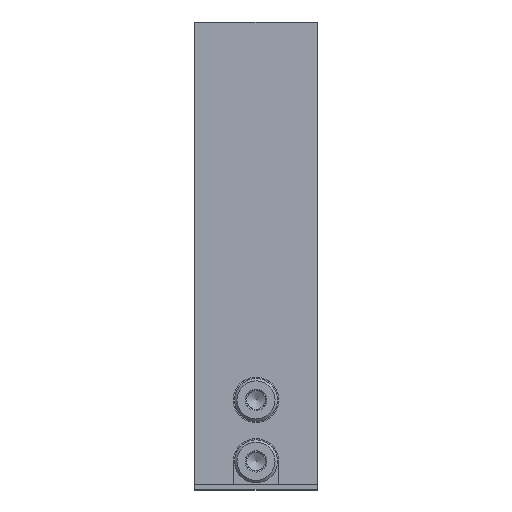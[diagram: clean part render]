
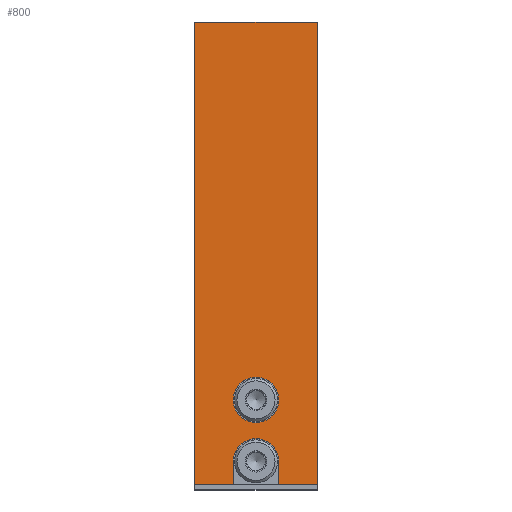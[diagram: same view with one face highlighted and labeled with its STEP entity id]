
A CAD part, top view. The second image highlights one B-rep face of the part: STEP entity #800.
In plain terms, the highlighted planar face has unit normal (0, 0, 1).
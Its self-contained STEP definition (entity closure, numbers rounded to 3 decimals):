
#80=CIRCLE('',#885,3.7);
#81=CIRCLE('',#886,3.7);
#140=ORIENTED_EDGE('',*,*,#336,.T.);
#141=ORIENTED_EDGE('',*,*,#330,.T.);
#142=ORIENTED_EDGE('',*,*,#337,.T.);
#143=ORIENTED_EDGE('',*,*,#338,.F.);
#144=ORIENTED_EDGE('',*,*,#339,.T.);
#145=ORIENTED_EDGE('',*,*,#340,.T.);
#146=ORIENTED_EDGE('',*,*,#341,.T.);
#147=ORIENTED_EDGE('',*,*,#327,.F.);
#148=ORIENTED_EDGE('',*,*,#342,.T.);
#327=EDGE_CURVE('',#425,#419,#497,.T.);
#330=EDGE_CURVE('',#428,#427,#500,.T.);
#336=EDGE_CURVE('',#433,#433,#80,.T.);
#337=EDGE_CURVE('',#427,#434,#506,.T.);
#338=EDGE_CURVE('',#435,#434,#507,.T.);
#339=EDGE_CURVE('',#435,#436,#81,.T.);
#340=EDGE_CURVE('',#436,#437,#508,.T.);
#341=EDGE_CURVE('',#437,#419,#509,.T.);
#342=EDGE_CURVE('',#425,#428,#510,.T.);
#419=VERTEX_POINT('',#1253);
#425=VERTEX_POINT('',#1265);
#427=VERTEX_POINT('',#1271);
#428=VERTEX_POINT('',#1273);
#433=VERTEX_POINT('',#1285);
#434=VERTEX_POINT('',#1287);
#435=VERTEX_POINT('',#1289);
#436=VERTEX_POINT('',#1291);
#437=VERTEX_POINT('',#1293);
#497=LINE('',#1266,#552);
#500=LINE('',#1272,#555);
#506=LINE('',#1286,#561);
#507=LINE('',#1288,#562);
#508=LINE('',#1292,#563);
#509=LINE('',#1294,#564);
#510=LINE('',#1295,#565);
#552=VECTOR('',#999,1000.);
#555=VECTOR('',#1004,1000.);
#561=VECTOR('',#1014,1000.);
#562=VECTOR('',#1015,1000.);
#563=VECTOR('',#1018,1000.);
#564=VECTOR('',#1019,1000.);
#565=VECTOR('',#1020,1000.);
#599=EDGE_LOOP('',(#140));
#600=EDGE_LOOP('',(#141,#142,#143,#144,#145,#146,#147,#148));
#682=FACE_BOUND('',#599,.T.);
#683=FACE_BOUND('',#600,.T.);
#768=PLANE('',#884);
#800=ADVANCED_FACE('',(#682,#683),#768,.F.);
#884=AXIS2_PLACEMENT_3D('',#1283,#1010,#1011);
#885=AXIS2_PLACEMENT_3D('',#1284,#1012,#1013);
#886=AXIS2_PLACEMENT_3D('',#1290,#1016,#1017);
#999=DIRECTION('',(0.,-1.,0.));
#1004=DIRECTION('',(0.,-1.,0.));
#1010=DIRECTION('',(0.,0.,-1.));
#1011=DIRECTION('',(-1.,0.,0.));
#1012=DIRECTION('',(0.,0.,-1.));
#1013=DIRECTION('',(-1.,0.,0.));
#1014=DIRECTION('',(1.,0.,0.));
#1015=DIRECTION('',(0.,-1.,0.));
#1016=DIRECTION('',(0.,0.,-1.));
#1017=DIRECTION('',(-1.,0.,0.));
#1018=DIRECTION('',(0.,-1.,0.));
#1019=DIRECTION('',(1.,0.,0.));
#1020=DIRECTION('',(-1.,0.,0.));
#1253=CARTESIAN_POINT('',(10.,0.8,0.));
#1265=CARTESIAN_POINT('',(10.,76.,0.));
#1266=CARTESIAN_POINT('',(10.,76.,0.));
#1271=CARTESIAN_POINT('',(-10.,0.8,0.));
#1272=CARTESIAN_POINT('',(-10.,76.,0.));
#1273=CARTESIAN_POINT('',(-10.,76.,0.));
#1283=CARTESIAN_POINT('',(10.,76.,0.));
#1284=CARTESIAN_POINT('',(0.,14.5,0.));
#1285=CARTESIAN_POINT('',(-3.7,14.5,0.));
#1286=CARTESIAN_POINT('',(-10.,0.8,0.));
#1287=CARTESIAN_POINT('',(-3.7,0.8,0.));
#1288=CARTESIAN_POINT('',(-3.7,4.5,0.));
#1289=CARTESIAN_POINT('',(-3.7,4.5,0.));
#1290=CARTESIAN_POINT('',(0.,4.5,0.));
#1291=CARTESIAN_POINT('',(3.7,4.5,0.));
#1292=CARTESIAN_POINT('',(3.7,4.5,0.));
#1293=CARTESIAN_POINT('',(3.7,0.8,0.));
#1294=CARTESIAN_POINT('',(-10.,0.8,0.));
#1295=CARTESIAN_POINT('',(10.,76.,0.));
